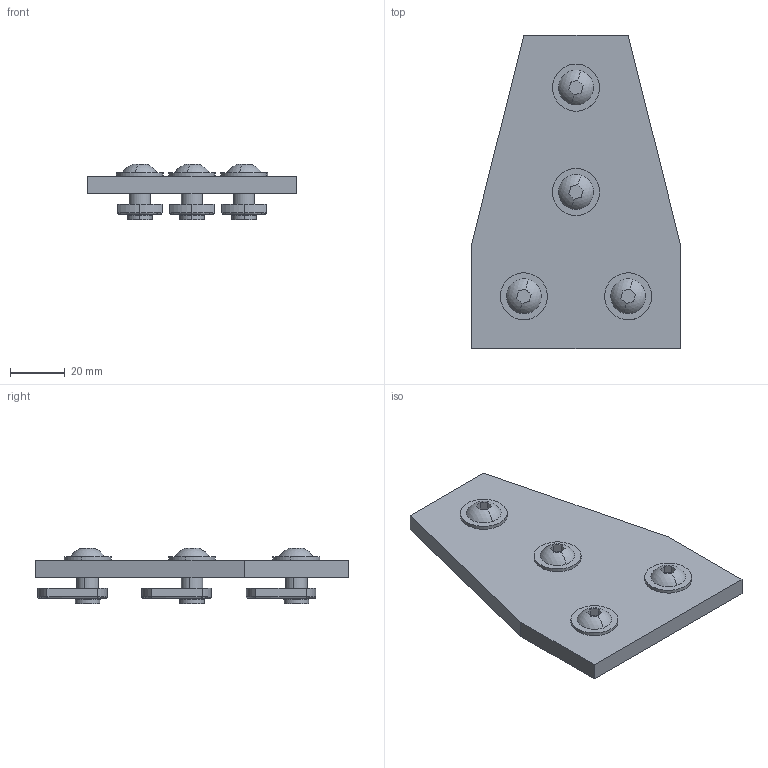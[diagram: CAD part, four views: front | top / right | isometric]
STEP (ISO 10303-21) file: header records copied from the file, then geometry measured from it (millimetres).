
FILE_DESCRIPTION (( 'STEP AP203' ), '1' );
FILE_NAME ('653174.SLDASM.step', '2003-10-13T11:28:19', ( 'Jerry Winters' ), ( 'GoEngineer' ), 'SwSTEP 2.0', 'SolidWorks 2003174', '' );
FILE_SCHEMA (( 'CONFIG_CONTROL_DESIGN' ));
Length unit declared in the file: inch
Products named in the file (5): 653174.SLDASM; Joining Plate (Tee)_653174; 651129; 651097; FBHSCS_651134
Assembly tree (7 placements, depth 3):
  653174.SLDASM
    651129  x4
      FBHSCS_651134
      651097
    Joining Plate (Tee)_653174
Bounding box: 76.2 x 114.3 x 20.27 mm (x, y, z)
Volume: 54609.9 mm3; surface area: 25407.1 mm2
Topology: 9 solids, 9 shells, 156 faces, 342 edges, 216 vertices
Faces by surface type: plane 68, cylinder 60, torus 20, sphere 8
Entity records: 2120 total; most frequent: DIRECTION 293, CARTESIAN_POINT 274, ORIENTED_EDGE 234, AXIS2_PLACEMENT_3D 118, EDGE_CURVE 117, VERTEX_POINT 75, EDGE_LOOP 64, LINE 57
